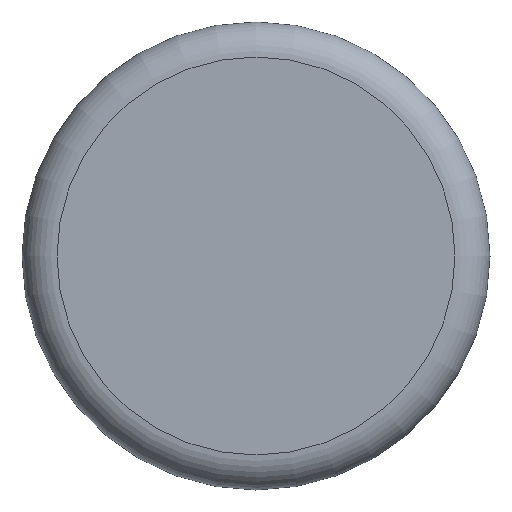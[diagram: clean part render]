
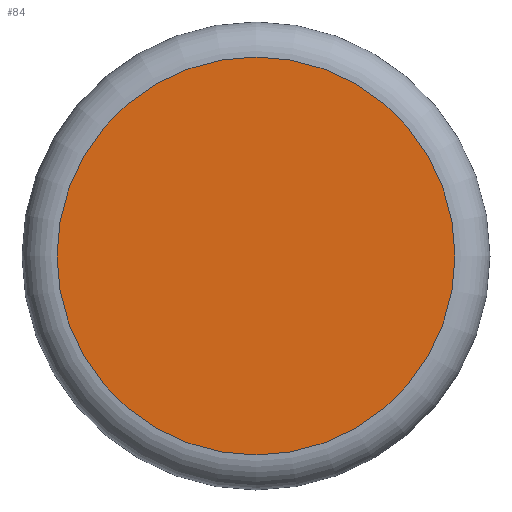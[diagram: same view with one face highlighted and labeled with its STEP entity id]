
A CAD part, front view. The second image highlights one B-rep face of the part: STEP entity #84.
In plain terms, the highlighted planar face has unit normal (0, -1, 0).
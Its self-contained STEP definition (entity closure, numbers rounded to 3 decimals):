
#22=FACE_OUTER_BOUND('',#28,.T.);
#28=EDGE_LOOP('',(#75,#76));
#36=CIRCLE('',#110,6.25);
#37=CIRCLE('',#111,6.25);
#45=VERTEX_POINT('',#164);
#46=VERTEX_POINT('',#165);
#54=EDGE_CURVE('',#45,#46,#36,.T.);
#55=EDGE_CURVE('',#46,#45,#37,.T.);
#75=ORIENTED_EDGE('',*,*,#54,.T.);
#76=ORIENTED_EDGE('',*,*,#55,.T.);
#79=PLANE('',#113);
#84=ADVANCED_FACE('',(#22),#79,.T.);
#110=AXIS2_PLACEMENT_3D('',#166,#138,#139);
#111=AXIS2_PLACEMENT_3D('',#167,#140,#141);
#113=AXIS2_PLACEMENT_3D('',#169,#144,#145);
#138=DIRECTION('center_axis',(0.,-1.,0.));
#139=DIRECTION('ref_axis',(1.,0.,0.));
#140=DIRECTION('center_axis',(0.,-1.,0.));
#141=DIRECTION('ref_axis',(1.,0.,0.));
#144=DIRECTION('center_axis',(0.,-1.,0.));
#145=DIRECTION('ref_axis',(0.,0.,-1.));
#164=CARTESIAN_POINT('',(6.25,0.,0.));
#165=CARTESIAN_POINT('',(0.,0.,6.25));
#166=CARTESIAN_POINT('Origin',(0.,0.,0.));
#167=CARTESIAN_POINT('Origin',(0.,0.,0.));
#169=CARTESIAN_POINT('Origin',(0.,0.,0.));
